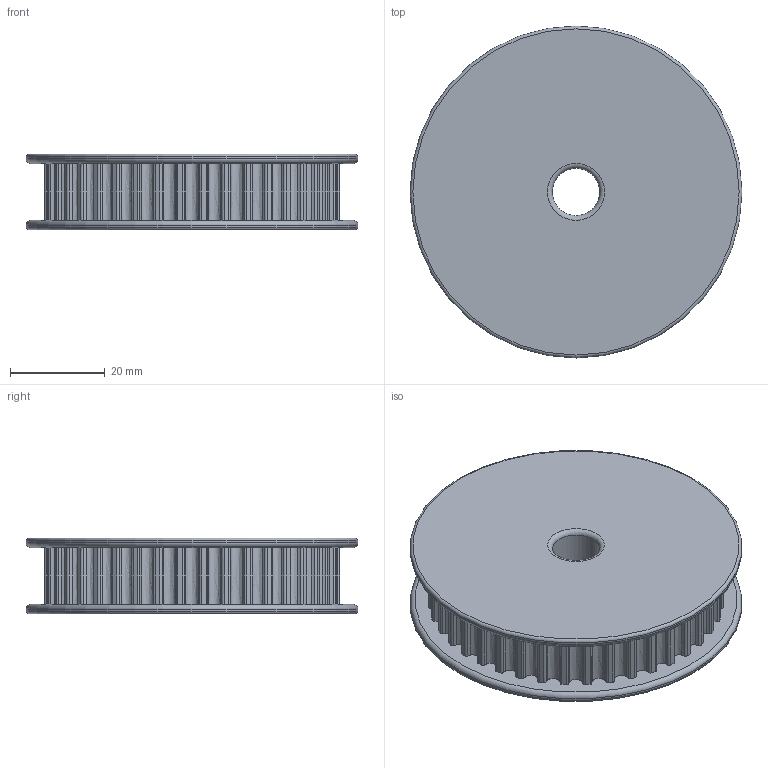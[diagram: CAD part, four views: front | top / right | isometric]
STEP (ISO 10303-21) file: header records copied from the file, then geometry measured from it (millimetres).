
FILE_DESCRIPTION(('FreeCAD Model'),'2;1');
FILE_NAME('Open CASCADE Shape Model','2024-08-01T07:00:09',(''),(''), 'Open CASCADE STEP processor 7.6','FreeCAD','Unknown');
FILE_SCHEMA(('AUTOMOTIVE_DESIGN { 1 0 10303 214 1 1 1 1 }'));
Length unit declared in the file: millimetre
Products named in the file (1): Body
Bounding box: 70 x 70 x 16 mm (x, y, z)
Volume: 47673.8 mm3; surface area: 14013.3 mm2
Topology: 1 solids, 1 shells, 260 faces, 759 edges, 504 vertices
Faces by surface type: extrusion 234, plane 11, cylinder 9, torus 6
Full cylindrical faces by diameter (mm): 10 x1, 70 x2
Entity records: 17666 total; most frequent: CARTESIAN_POINT 5442, DIRECTION 1649, VECTOR 1527, ORIENTED_EDGE 1518, PCURVE 1518, DEFINITIONAL_REPRESENTATION 1518, LINE 1293, EDGE_CURVE 759
